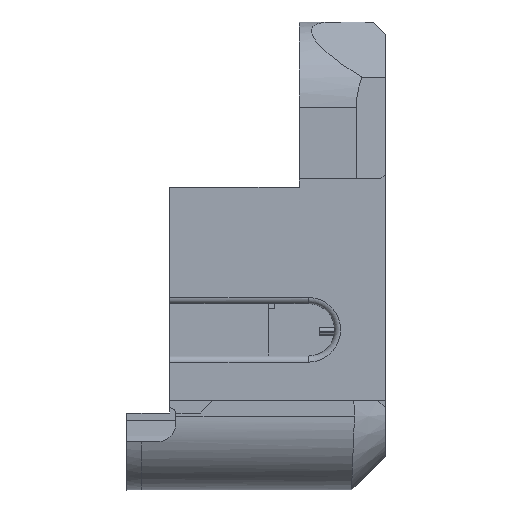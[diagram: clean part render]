
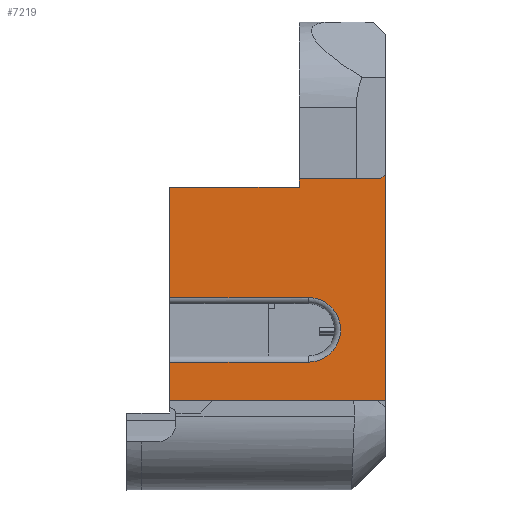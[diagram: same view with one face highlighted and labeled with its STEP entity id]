
A CAD part, left-side view. The second image highlights one B-rep face of the part: STEP entity #7219.
In plain terms, the highlighted planar face has unit normal (-1, 0, 0).
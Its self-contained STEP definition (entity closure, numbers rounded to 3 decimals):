
#474=CIRCLE('',#7807,5.24);
#816=FACE_OUTER_BOUND('',#1217,.T.);
#1217=EDGE_LOOP('',(#6378,#6379,#6380,#6381,#6382,#6383,#6384,#6385,#6386,
#6387));
#1609=LINE('',#11116,#2364);
#1634=LINE('',#11239,#2389);
#1638=LINE('',#11251,#2393);
#1938=LINE('',#12520,#2693);
#1952=LINE('',#12547,#2707);
#1959=LINE('',#12561,#2714);
#1967=LINE('',#12581,#2722);
#1968=LINE('',#12582,#2723);
#1969=LINE('',#12584,#2724);
#2364=VECTOR('',#8736,10.);
#2389=VECTOR('',#8789,10.);
#2393=VECTOR('',#8797,10.);
#2693=VECTOR('',#9439,10.);
#2707=VECTOR('',#9467,10.);
#2714=VECTOR('',#9480,10.);
#2722=VECTOR('',#9502,10.);
#2723=VECTOR('',#9503,10.);
#2724=VECTOR('',#9504,10.);
#3098=VERTEX_POINT('',#11113);
#3099=VERTEX_POINT('',#11115);
#3131=VERTEX_POINT('',#11238);
#3136=VERTEX_POINT('',#11248);
#3137=VERTEX_POINT('',#11250);
#3425=VERTEX_POINT('',#12517);
#3426=VERTEX_POINT('',#12519);
#3436=VERTEX_POINT('',#12560);
#3441=VERTEX_POINT('',#12580);
#3442=VERTEX_POINT('',#12583);
#3951=EDGE_CURVE('',#3099,#3098,#1609,.T.);
#3989=EDGE_CURVE('',#3131,#3099,#1634,.T.);
#3995=EDGE_CURVE('',#3137,#3136,#1638,.T.);
#4432=EDGE_CURVE('',#3426,#3425,#1938,.T.);
#4447=EDGE_CURVE('',#3425,#3137,#1952,.T.);
#4454=EDGE_CURVE('',#3131,#3436,#1959,.T.);
#4464=EDGE_CURVE('',#3098,#3441,#1967,.T.);
#4465=EDGE_CURVE('',#3426,#3441,#1968,.T.);
#4466=EDGE_CURVE('',#3442,#3136,#1969,.T.);
#4467=EDGE_CURVE('',#3436,#3442,#474,.T.);
#6378=ORIENTED_EDGE('',*,*,#3951,.T.);
#6379=ORIENTED_EDGE('',*,*,#4464,.T.);
#6380=ORIENTED_EDGE('',*,*,#4465,.F.);
#6381=ORIENTED_EDGE('',*,*,#4432,.T.);
#6382=ORIENTED_EDGE('',*,*,#4447,.T.);
#6383=ORIENTED_EDGE('',*,*,#3995,.T.);
#6384=ORIENTED_EDGE('',*,*,#4466,.F.);
#6385=ORIENTED_EDGE('',*,*,#4467,.F.);
#6386=ORIENTED_EDGE('',*,*,#4454,.F.);
#6387=ORIENTED_EDGE('',*,*,#3989,.T.);
#6848=PLANE('',#7806);
#7219=ADVANCED_FACE('',(#816),#6848,.F.);
#7806=AXIS2_PLACEMENT_3D('',#12579,#9500,#9501);
#7807=AXIS2_PLACEMENT_3D('',#12585,#9505,#9506);
#8736=DIRECTION('',(0.,-1.,0.));
#8789=DIRECTION('',(0.,0.,-1.));
#8797=DIRECTION('',(0.,0.,-1.));
#9439=DIRECTION('',(0.,0.,-1.));
#9467=DIRECTION('',(0.,1.,0.));
#9480=DIRECTION('',(0.,-1.,0.));
#9500=DIRECTION('center_axis',(1.,0.,0.));
#9501=DIRECTION('ref_axis',(0.,1.,0.));
#9502=DIRECTION('',(0.,0.,1.));
#9503=DIRECTION('',(0.,-1.,0.));
#9504=DIRECTION('',(0.,1.,0.));
#9505=DIRECTION('center_axis',(-1.,0.,0.));
#9506=DIRECTION('ref_axis',(0.,-1.,0.));
#11113=CARTESIAN_POINT('',(129.273,-155.939,67.872));
#11115=CARTESIAN_POINT('',(129.273,-120.937,67.872));
#11116=CARTESIAN_POINT('',(129.273,-145.939,67.872));
#11238=CARTESIAN_POINT('',(129.273,-120.937,74.132));
#11239=CARTESIAN_POINT('',(129.273,-120.937,65.672));
#11248=CARTESIAN_POINT('',(129.273,-120.937,84.612));
#11250=CARTESIAN_POINT('',(129.273,-120.937,102.522));
#11251=CARTESIAN_POINT('',(129.273,-120.937,83.872));
#12517=CARTESIAN_POINT('',(129.273,-141.939,102.522));
#12519=CARTESIAN_POINT('',(129.273,-141.939,105.872));
#12520=CARTESIAN_POINT('',(129.273,-141.939,112.261));
#12547=CARTESIAN_POINT('',(129.273,-143.689,102.522));
#12560=CARTESIAN_POINT('',(129.273,-143.439,74.132));
#12561=CARTESIAN_POINT('',(129.273,-148.689,74.132));
#12579=CARTESIAN_POINT('Origin',(129.273,-155.939,65.872));
#12580=CARTESIAN_POINT('',(129.273,-155.939,105.872));
#12581=CARTESIAN_POINT('',(129.273,-155.939,78.462));
#12582=CARTESIAN_POINT('',(129.273,-155.139,105.872));
#12583=CARTESIAN_POINT('',(129.273,-143.439,84.612));
#12584=CARTESIAN_POINT('',(129.273,-136.438,84.612));
#12585=CARTESIAN_POINT('Origin',(129.273,-143.439,79.372));
